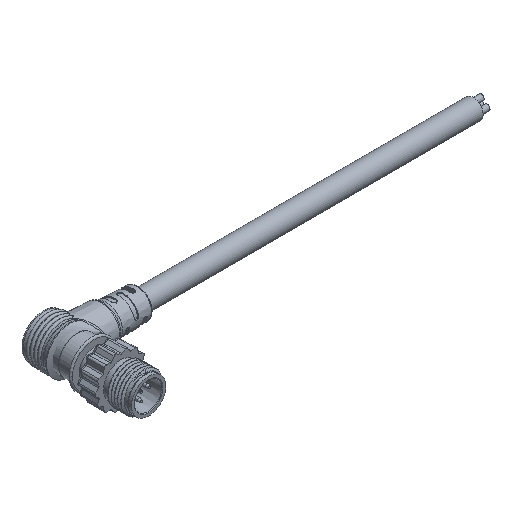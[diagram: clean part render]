
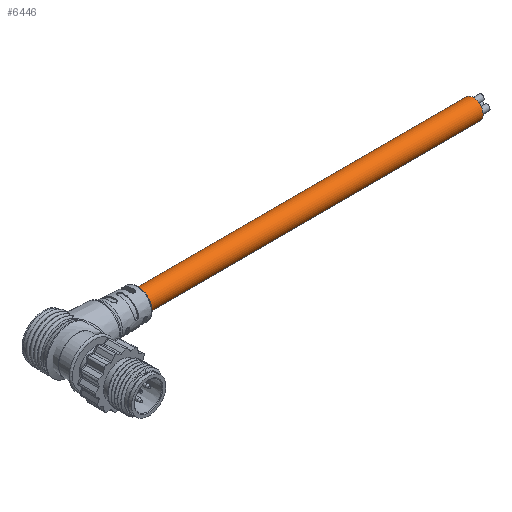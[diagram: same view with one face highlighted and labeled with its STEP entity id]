
A CAD part, isometric view. The second image highlights one B-rep face of the part: STEP entity #6446.
In plain terms, the highlighted cylindrical face has radius 3 mm (diameter 6 mm), a full revolution.
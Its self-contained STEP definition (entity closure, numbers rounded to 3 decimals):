
#2978=ORIENTED_EDGE('',*,*,#3948,.T.);
#2979=ORIENTED_EDGE('',*,*,#3943,.F.);
#3943=EDGE_CURVE('',#4598,#4598,#4849,.T.);
#3948=EDGE_CURVE('',#4603,#4603,#4854,.T.);
#4598=VERTEX_POINT('',#17166);
#4603=VERTEX_POINT('',#17181);
#4849=CIRCLE('',#7335,3.);
#4854=CIRCLE('',#7345,3.);
#5351=EDGE_LOOP('',(#2978));
#5352=EDGE_LOOP('',(#2979));
#5883=FACE_BOUND('',#5351,.T.);
#5884=FACE_BOUND('',#5352,.T.);
#6069=CYLINDRICAL_SURFACE('',#7344,3.);
#6446=ADVANCED_FACE('',(#5883,#5884),#6069,.T.);
#7335=AXIS2_PLACEMENT_3D('',#17165,#8751,#8752);
#7344=AXIS2_PLACEMENT_3D('',#17179,#8769,#8770);
#7345=AXIS2_PLACEMENT_3D('',#17180,#8771,#8772);
#8751=DIRECTION('',(0.,0.,-1.));
#8752=DIRECTION('',(1.,0.,0.));
#8769=DIRECTION('',(0.,0.,-1.));
#8770=DIRECTION('',(-1.,0.,0.));
#8771=DIRECTION('',(0.,0.,-1.));
#8772=DIRECTION('',(1.,0.,0.));
#17165=CARTESIAN_POINT('',(0.,0.,-60.));
#17166=CARTESIAN_POINT('',(3.,0.,-60.));
#17179=CARTESIAN_POINT('',(0.,0.,60.));
#17180=CARTESIAN_POINT('',(0.,0.,60.));
#17181=CARTESIAN_POINT('',(3.,0.,60.));
